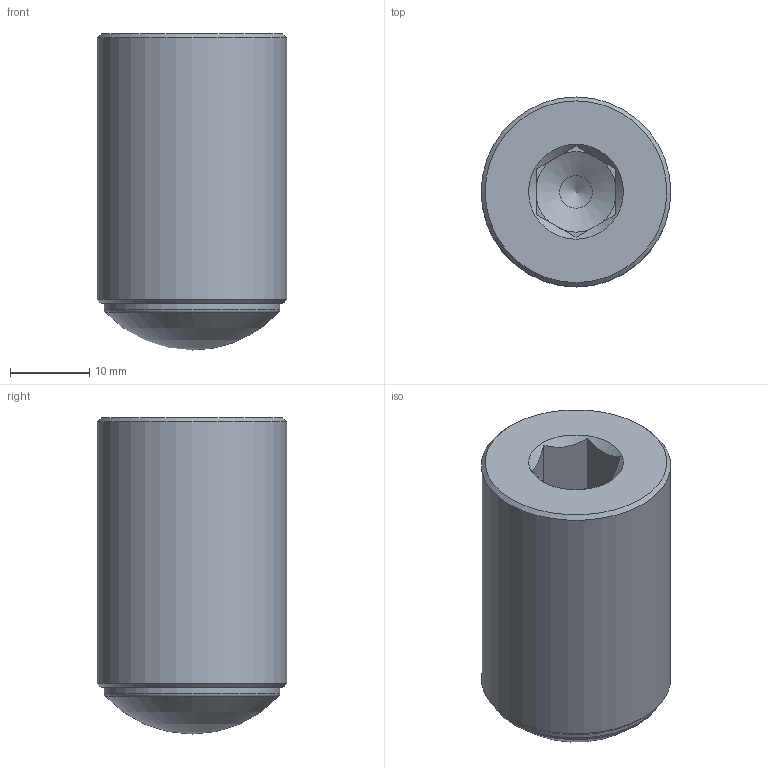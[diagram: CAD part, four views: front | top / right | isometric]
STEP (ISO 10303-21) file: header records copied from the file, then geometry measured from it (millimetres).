
FILE_DESCRIPTION(/* description */ ('Unknown'),/* implementation_level */ '2;1');
FILE_NAME(/* name */ 'MS-M24x1-L40',/* time_stamp */ '2023-12-05T08:30:38+01:00',/* author */ ('Unknown'),/* organization */ ('Unknown'),/* preprocessor_version */ 'ST-DEVELOPER v18.102',/* originating_system */ 'Solid Edge',/* authorisation */ 'Unknown');
FILE_SCHEMA (('AUTOMOTIVE_DESIGN {1 0 10303 214 3 1 1}'));
Length unit declared in the file: millimetre
Products named in the file (1): MS-M24x1-L40
Bounding box: 24 x 24 x 40 mm (x, y, z)
Volume: 15850.5 mm3; surface area: 4012.7 mm2
Topology: 1 solids, 1 shells, 25 faces, 64 edges, 41 vertices
Faces by surface type: plane 14, cone 5, cylinder 4, sphere 1, torus 1
Full cylindrical faces by diameter (mm): 4.134 x2, 22.2 x1, 24 x1
Entity records: 873 total; most frequent: CARTESIAN_POINT 157, DIRECTION 104, ORIENTED_EDGE 94, EDGE_CURVE 47, AXIS2_PLACEMENT_3D 43, FACE_BOUND 37, VERTEX_POINT 36, EDGE_LOOP 36
